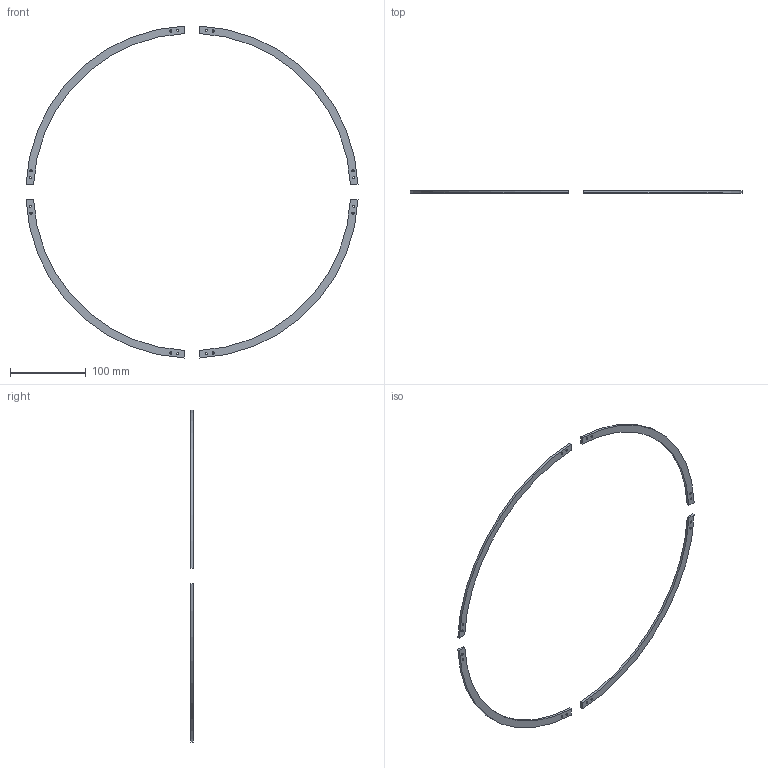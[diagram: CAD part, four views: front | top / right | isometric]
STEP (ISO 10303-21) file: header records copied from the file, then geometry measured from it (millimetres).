
FILE_DESCRIPTION (( 'STEP AP214' ), '1' );
FILE_NAME ('gimbal2.STEP', '2021-03-10T20:53:11', ( '' ), ( '' ), 'SwSTEP 2.0', 'SolidWorks 2020', '' );
FILE_SCHEMA (( 'AUTOMOTIVE_DESIGN' ));
Length unit declared in the file: millimetre
Products named in the file (1): gimbal2
Bounding box: 439.55 x 3 x 439.55 mm (x, y, z)
Volume: 47233 mm3; surface area: 41885.9 mm2
Topology: 5 solids, 5 shells, 70 faces, 180 edges, 120 vertices
Faces by surface type: cylinder 50, plane 20
Entity records: 2334 total; most frequent: DIRECTION 422, CARTESIAN_POINT 371, ORIENTED_EDGE 360, EDGE_CURVE 180, AXIS2_PLACEMENT_3D 171, VERTEX_POINT 120, EDGE_LOOP 110, CIRCLE 100
